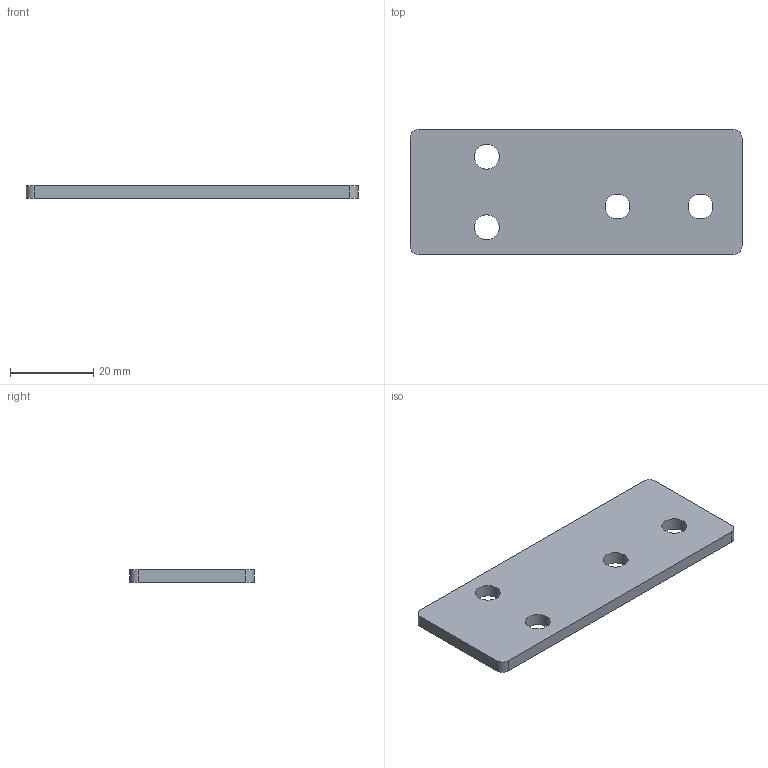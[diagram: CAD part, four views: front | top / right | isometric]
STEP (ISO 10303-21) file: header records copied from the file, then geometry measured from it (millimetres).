
FILE_DESCRIPTION(('STEP AP203'),'2;1');
FILE_NAME('27.219.00.stp','2011-03-07T09:30:44',(''),(''),'2009.3.110','THINKDESIGN','');
FILE_SCHEMA(('CONFIG_CONTROL_DESIGN'));
Length unit declared in the file: millimetre
Bounding box: 80 x 30 x 3 mm (x, y, z)
Volume: 6850.4 mm3; surface area: 5442.8 mm2
Topology: 1 solids, 1 shells, 14 faces, 44 edges, 32 vertices
Faces by surface type: cylinder 8, plane 6
Full cylindrical faces by diameter (mm): 6 x4
Entity records: 625 total; most frequent: DIRECTION 96, CARTESIAN_POINT 90, ORIENTED_EDGE 88, EDGE_CURVE 44, AXIS2_PLACEMENT_3D 38, VERTEX_POINT 32, CIRCLE 24, EDGE_LOOP 22
